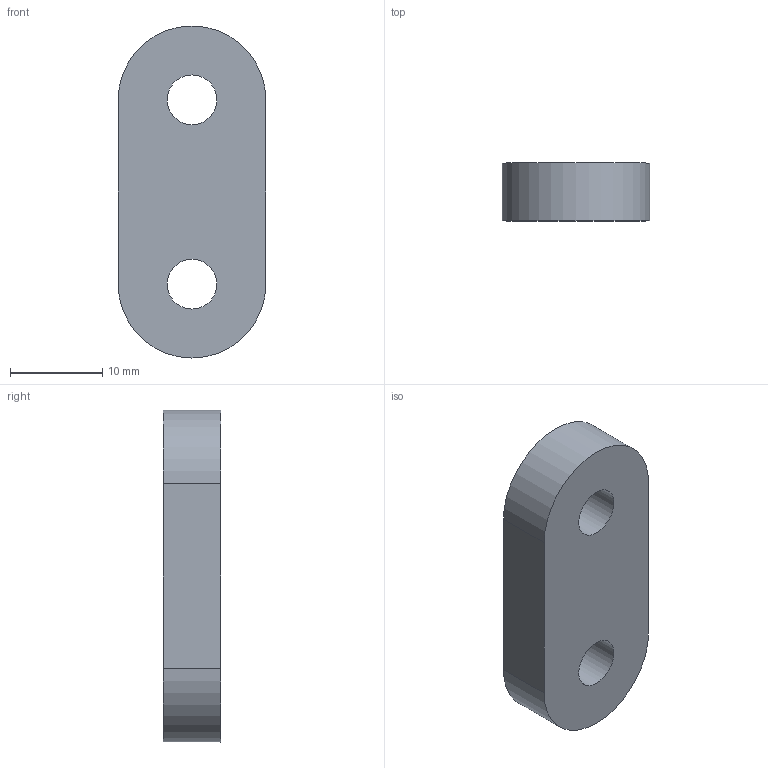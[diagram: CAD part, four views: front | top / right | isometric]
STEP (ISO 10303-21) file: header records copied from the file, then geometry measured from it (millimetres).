
FILE_DESCRIPTION(/* description */ (''),/* implementation_level */ '2;1');
FILE_NAME(/* name */ 'Spool Spacer.step',/* time_stamp */ '2023-01-08T16:35:15-05:00',/* author */ (''),/* organization */ (''),/* preprocessor_version */ 'ST-DEVELOPER v19.2',/* originating_system */ 'Autodesk Translation Framework v11.17.0.187',/* authorisation */ '');
FILE_SCHEMA (('AUTOMOTIVE_DESIGN { 1 0 10303 214 3 1 1 }'));
Length unit declared in the file: millimetre
Products named in the file (1): Spool Spacer
Bounding box: 16.03 x 6.25 x 36.03 mm (x, y, z)
Volume: 2878.8 mm3; surface area: 1699.1 mm2
Topology: 1 solids, 1 shells, 10 faces, 22 edges, 14 vertices
Faces by surface type: plane 4, cylinder 4, cone 2
Full cylindrical faces by diameter (mm): 5.4 x2
Entity records: 321 total; most frequent: DIRECTION 54, CARTESIAN_POINT 47, ORIENTED_EDGE 44, EDGE_CURVE 22, AXIS2_PLACEMENT_3D 21, EDGE_LOOP 14, VERTEX_POINT 14, LINE 12
